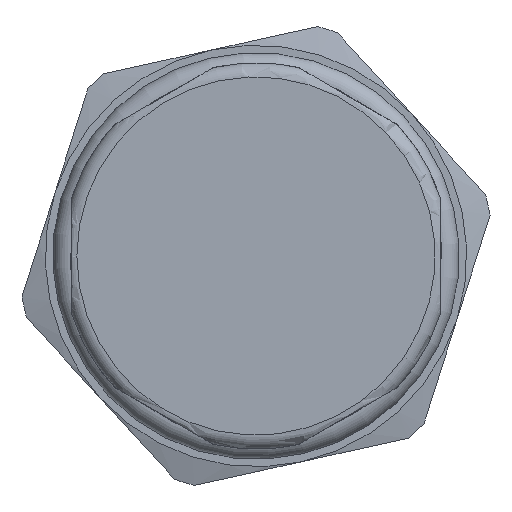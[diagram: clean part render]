
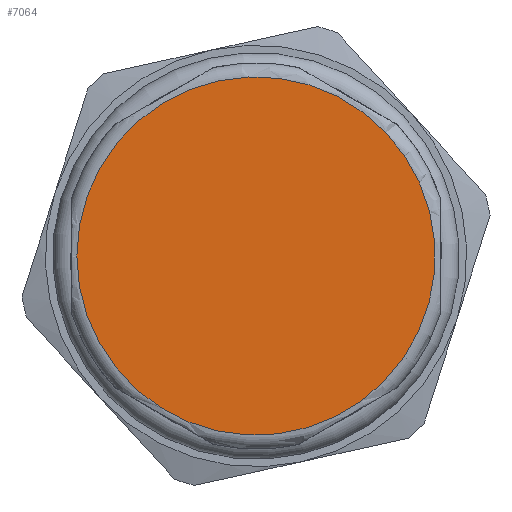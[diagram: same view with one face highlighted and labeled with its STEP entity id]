
A CAD part, left-side view. The second image highlights one B-rep face of the part: STEP entity #7064.
In plain terms, the highlighted planar face has unit normal (-1, 0, 0).
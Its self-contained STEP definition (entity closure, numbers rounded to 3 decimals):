
#6470=CARTESIAN_POINT('',(0.0,10.2,0.0));
#6471=VERTEX_POINT('',#6470);
#6472=CARTESIAN_POINT('',(0.0,0.0,0.0));
#6473=DIRECTION('',(1.0,0.0,0.0));
#6474=DIRECTION('',(0.0,-1.0,0.0));
#6475=AXIS2_PLACEMENT_3D('',#6472,#6473,#6474);
#6476=CIRCLE('',#6475,10.2);
#6477=EDGE_CURVE('',#6471,#6471,#6476,.T.);
#7056=CARTESIAN_POINT('',(0.0,8.65,0.0));
#7057=DIRECTION('',(-1.0,0.0,0.0));
#7058=DIRECTION('',(0.0,0.0,1.0));
#7059=AXIS2_PLACEMENT_3D('',#7056,#7057,#7058);
#7060=PLANE('',#7059);
#7061=ORIENTED_EDGE('',*,*,#6477,.F.);
#7062=EDGE_LOOP('',(#7061));
#7063=FACE_OUTER_BOUND('',#7062,.T.);
#7064=ADVANCED_FACE('',(#7063),#7060,.T.);
